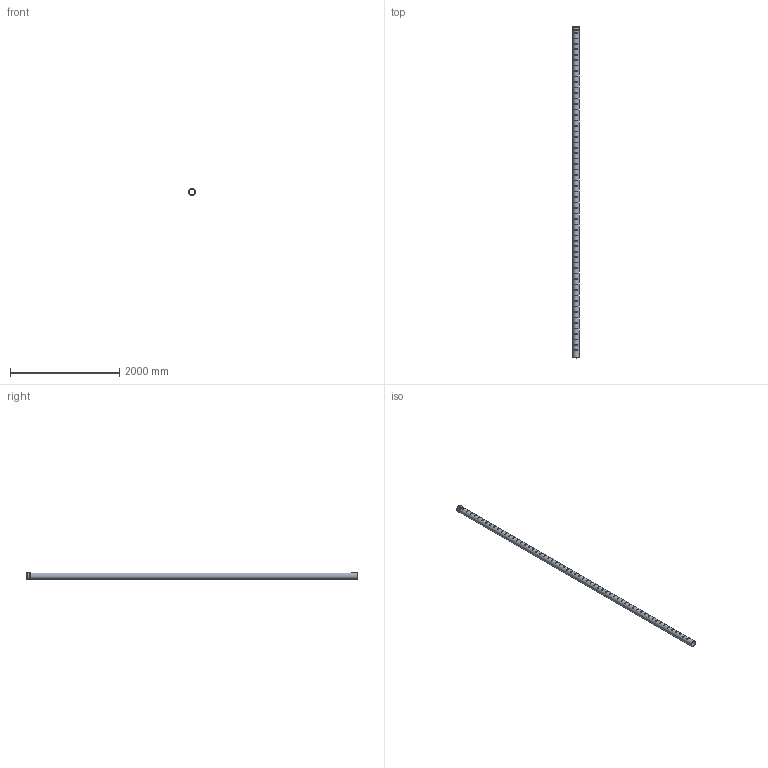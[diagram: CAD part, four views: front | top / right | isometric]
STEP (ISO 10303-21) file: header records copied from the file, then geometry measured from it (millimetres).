
FILE_DESCRIPTION(/* description */ (''),/* implementation_level */ '2;1');
FILE_NAME(/* name */ '770387z.stp',/* time_stamp */ '2023-09-18T11:27:53+02:00',/* author */ ('corinna'),/* organization */ (''),/* preprocessor_version */ 'ST-DEVELOPER v20',/* originating_system */ 'Autodesk Inventor 2024',/* authorisation */ '');
FILE_SCHEMA (('AUTOMOTIVE_DESIGN { 1 0 10303 214 3 1 1 }'));
Length unit declared in the file: millimetre
Products named in the file (1): 770387z
Bounding box: 128 x 6066.5 x 128 mm (x, y, z)
Volume: 6911683.9 mm3; surface area: 3993431.2 mm2
Topology: 1 solids, 1 shells, 508 faces, 1799 edges, 1178 vertices
Faces by surface type: cylinder 245, plane 241, torus 14, cone 8
Full cylindrical faces by diameter (mm): 102.96 x1, 110 x1, 110.5 x1, 110.9 x2, 116.1 x1, 116.7 x1, 122.8 x1, 128 x1
Entity records: 27169 total; most frequent: CARTESIAN_POINT 12100, ORIENTED_EDGE 3598, DIRECTION 2711, EDGE_CURVE 1799, VERTEX_POINT 1178, AXIS2_PLACEMENT_3D 1052, B_SPLINE_CURVE_WITH_KNOTS 649, EDGE_LOOP 631
